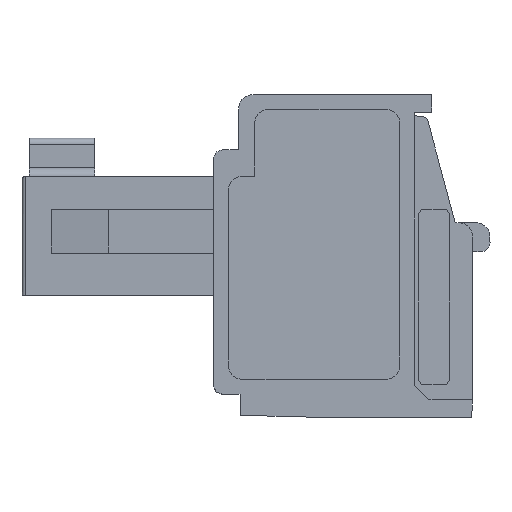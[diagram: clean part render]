
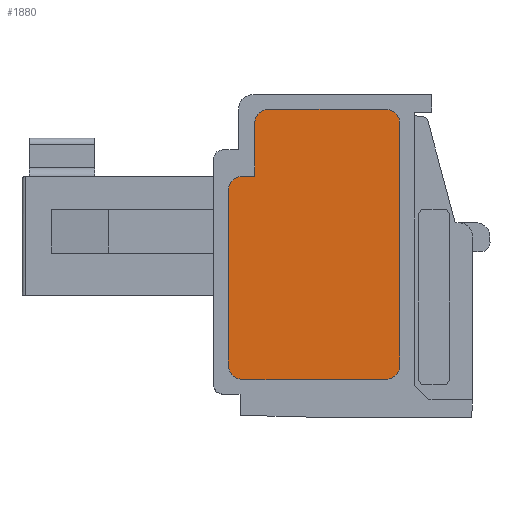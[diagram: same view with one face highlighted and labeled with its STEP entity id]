
A CAD part, left-side view. The second image highlights one B-rep face of the part: STEP entity #1880.
In plain terms, the highlighted planar face has unit normal (-1, 0, 0).
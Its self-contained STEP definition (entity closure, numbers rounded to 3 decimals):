
#1880=ADVANCED_FACE('',(#3772),#3773,.T.);
#3772=FACE_OUTER_BOUND('',#6175,.T.);
#3773=PLANE('',#6176);
#6175=EDGE_LOOP('',(#11017,#11018,#11019,#11020,#11021,#11022,#11023,#11024,#11025,#11026,#11027));
#6176=AXIS2_PLACEMENT_3D('',#11028,#11029,#11030);
#11017=ORIENTED_EDGE('',*,*,#13089,.T.);
#11018=ORIENTED_EDGE('',*,*,#13090,.T.);
#11019=ORIENTED_EDGE('',*,*,#13091,.T.);
#11020=ORIENTED_EDGE('',*,*,#13084,.T.);
#11021=ORIENTED_EDGE('',*,*,#13079,.T.);
#11022=ORIENTED_EDGE('',*,*,#13092,.T.);
#11023=ORIENTED_EDGE('',*,*,#13093,.T.);
#11024=ORIENTED_EDGE('',*,*,#13094,.T.);
#11025=ORIENTED_EDGE('',*,*,#12952,.F.);
#11026=ORIENTED_EDGE('',*,*,#13095,.T.);
#11027=ORIENTED_EDGE('',*,*,#13096,.T.);
#11028=CARTESIAN_POINT('',(0.04,15.448,0.));
#11029=DIRECTION('',(-1.0,0.,0.0));
#11030=DIRECTION('',(0.,1.0,0.0));
#12952=EDGE_CURVE('',#15564,#15560,#15566,.T.);
#13079=EDGE_CURVE('',#15747,#15748,#15749,.T.);
#13084=EDGE_CURVE('',#15753,#15747,#15755,.T.);
#13089=EDGE_CURVE('',#15761,#15762,#15763,.T.);
#13090=EDGE_CURVE('',#15762,#15764,#15765,.T.);
#13091=EDGE_CURVE('',#15764,#15753,#15766,.T.);
#13092=EDGE_CURVE('',#15748,#15767,#15768,.T.);
#13093=EDGE_CURVE('',#15767,#15769,#15770,.T.);
#13094=EDGE_CURVE('',#15769,#15560,#15771,.T.);
#13095=EDGE_CURVE('',#15564,#15772,#15773,.T.);
#13096=EDGE_CURVE('',#15772,#15761,#15774,.T.);
#15560=VERTEX_POINT('',#20531);
#15564=VERTEX_POINT('',#20536);
#15566=CIRCLE('',#20539,0.5);
#15747=VERTEX_POINT('',#20851);
#15748=VERTEX_POINT('',#20852);
#15749=LINE('',#20853,#20854);
#15753=VERTEX_POINT('',#20860);
#15755=CIRCLE('',#20863,0.5);
#15761=VERTEX_POINT('',#20871);
#15762=VERTEX_POINT('',#20872);
#15763=LINE('',#20873,#20874);
#15764=VERTEX_POINT('',#20875);
#15765=CIRCLE('',#20876,0.5);
#15766=LINE('',#20877,#20878);
#15767=VERTEX_POINT('',#20879);
#15768=LINE('',#20880,#20881);
#15769=VERTEX_POINT('',#20882);
#15770=CIRCLE('',#20883,0.5);
#15771=LINE('',#20884,#20885);
#15772=VERTEX_POINT('',#20886);
#15773=LINE('',#20887,#20888);
#15774=CIRCLE('',#20889,0.5);
#20531=CARTESIAN_POINT('',(0.04,8.369,1.8));
#20536=CARTESIAN_POINT('',(0.04,7.869,1.3));
#20539=AXIS2_PLACEMENT_3D('',#22563,#22564,#22565);
#20851=CARTESIAN_POINT('',(0.04,7.469,10.1));
#20852=CARTESIAN_POINT('',(0.04,7.469,8.3));
#20853=CARTESIAN_POINT('',(0.04,7.469,0.));
#20854=VECTOR('',#22709,1.0);
#20860=CARTESIAN_POINT('',(0.04,6.982,10.6));
#20863=AXIS2_PLACEMENT_3D('',#22713,#22714,#22715);
#20871=CARTESIAN_POINT('',(0.04,2.469,1.8));
#20872=CARTESIAN_POINT('',(0.04,2.469,10.1));
#20873=CARTESIAN_POINT('',(0.04,2.469,0.));
#20874=VECTOR('',#22718,1.0);
#20875=CARTESIAN_POINT('',(0.04,2.969,10.6));
#20876=AXIS2_PLACEMENT_3D('',#22719,#22720,#22721);
#20877=CARTESIAN_POINT('',(0.04,15.448,10.6));
#20878=VECTOR('',#22722,1.0);
#20879=CARTESIAN_POINT('',(0.04,7.882,8.3));
#20880=CARTESIAN_POINT('',(0.04,15.448,8.3));
#20881=VECTOR('',#22723,1.0);
#20882=CARTESIAN_POINT('',(0.04,8.369,7.8));
#20883=AXIS2_PLACEMENT_3D('',#22724,#22725,#22726);
#20884=CARTESIAN_POINT('',(0.04,8.369,9.2));
#20885=VECTOR('',#22727,1.0);
#20886=CARTESIAN_POINT('',(0.04,2.969,1.3));
#20887=CARTESIAN_POINT('',(0.04,15.448,1.3));
#20888=VECTOR('',#22728,1.0);
#20889=AXIS2_PLACEMENT_3D('',#22729,#22730,#22731);
#22563=CARTESIAN_POINT('',(0.04,7.869,1.8));
#22564=DIRECTION('',(1.0,0.,0.0));
#22565=DIRECTION('',(0.,1.0,0.));
#22709=DIRECTION('',(0.,0.,-1.0));
#22713=CARTESIAN_POINT('',(0.04,6.969,10.1));
#22714=DIRECTION('',(-1.0,0.,0.0));
#22715=DIRECTION('',(0.,-1.0,0.));
#22718=DIRECTION('',(0.,0.,1.0));
#22719=CARTESIAN_POINT('',(0.04,2.969,10.1));
#22720=DIRECTION('',(-1.0,0.,0.0));
#22721=DIRECTION('',(0.,-1.0,0.));
#22722=DIRECTION('',(0.,1.0,0.));
#22723=DIRECTION('',(0.,1.0,0.));
#22724=CARTESIAN_POINT('',(0.04,7.869,7.8));
#22725=DIRECTION('',(-1.0,0.,0.0));
#22726=DIRECTION('',(0.,-1.0,0.));
#22727=DIRECTION('',(0.,0.,-1.0));
#22728=DIRECTION('',(0.,-1.0,0.));
#22729=CARTESIAN_POINT('',(0.04,2.969,1.8));
#22730=DIRECTION('',(-1.0,0.,0.0));
#22731=DIRECTION('',(0.,-1.0,0.));
